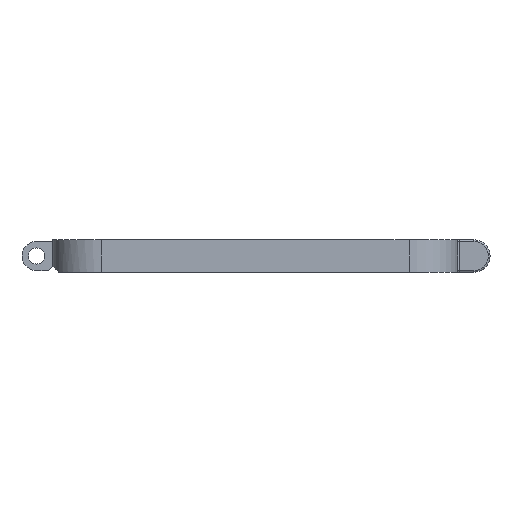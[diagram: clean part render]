
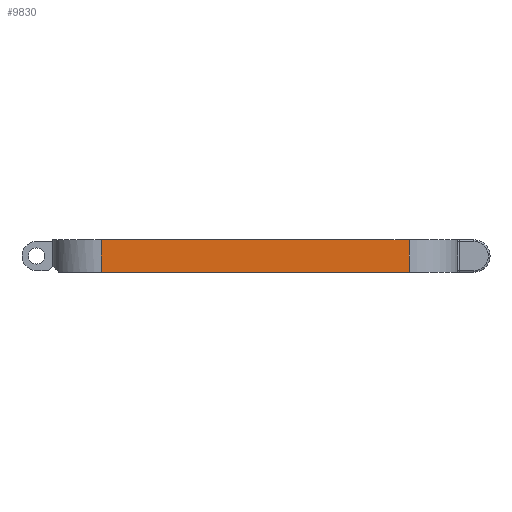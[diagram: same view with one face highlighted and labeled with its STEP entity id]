
A CAD part, left-side view. The second image highlights one B-rep face of the part: STEP entity #9830.
In plain terms, the highlighted planar face has unit normal (-1, 0, 0).
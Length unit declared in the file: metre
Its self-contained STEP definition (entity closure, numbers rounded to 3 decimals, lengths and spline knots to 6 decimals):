
#262=PLANE('',#10415);
#622=LINE('',#15319,#1287);
#641=LINE('',#15385,#1306);
#673=LINE('',#16122,#1338);
#696=LINE('',#16203,#1361);
#1287=VECTOR('',#11080,1.);
#1306=VECTOR('',#11131,1.);
#1338=VECTOR('',#11179,1.);
#1361=VECTOR('',#11244,1.);
#3333=ORIENTED_EDGE('',*,*,#5431,.T.);
#3334=ORIENTED_EDGE('',*,*,#5671,.F.);
#3335=ORIENTED_EDGE('',*,*,#5635,.F.);
#3336=ORIENTED_EDGE('',*,*,#5398,.T.);
#5398=EDGE_CURVE('',#6692,#6691,#622,.T.);
#5431=EDGE_CURVE('',#6691,#6722,#641,.T.);
#5635=EDGE_CURVE('',#6692,#6925,#673,.T.);
#5671=EDGE_CURVE('',#6925,#6722,#696,.T.);
#6691=VERTEX_POINT('',#15318);
#6692=VERTEX_POINT('',#15320);
#6722=VERTEX_POINT('',#15384);
#6925=VERTEX_POINT('',#16123);
#8290=EDGE_LOOP('',(#3333,#3334,#3335,#3336));
#8887=FACE_BOUND('',#8290,.T.);
#9830=ADVANCED_FACE('',(#8887),#262,.F.);
#10415=AXIS2_PLACEMENT_3D('',#16202,#11242,#11243);
#11080=DIRECTION('',(0.,0.,-1.));
#11131=DIRECTION('',(0.,-1.,0.));
#11179=DIRECTION('',(0.,-1.,0.));
#11242=DIRECTION('',(1.,0.,0.));
#11243=DIRECTION('',(0.,0.,-1.));
#11244=DIRECTION('',(0.,0.,-1.));
#15318=CARTESIAN_POINT('',(-0.085,0.0475,0.));
#15319=CARTESIAN_POINT('',(-0.085,0.0475,0.005));
#15320=CARTESIAN_POINT('',(-0.085,0.0475,0.01));
#15384=CARTESIAN_POINT('',(-0.085,-0.0475,0.));
#15385=CARTESIAN_POINT('',(-0.085,0.,0.));
#16122=CARTESIAN_POINT('',(-0.085,0.,0.01));
#16123=CARTESIAN_POINT('',(-0.085,-0.0475,0.01));
#16202=CARTESIAN_POINT('',(-0.085,0.,0.005));
#16203=CARTESIAN_POINT('',(-0.085,-0.0475,0.005));
